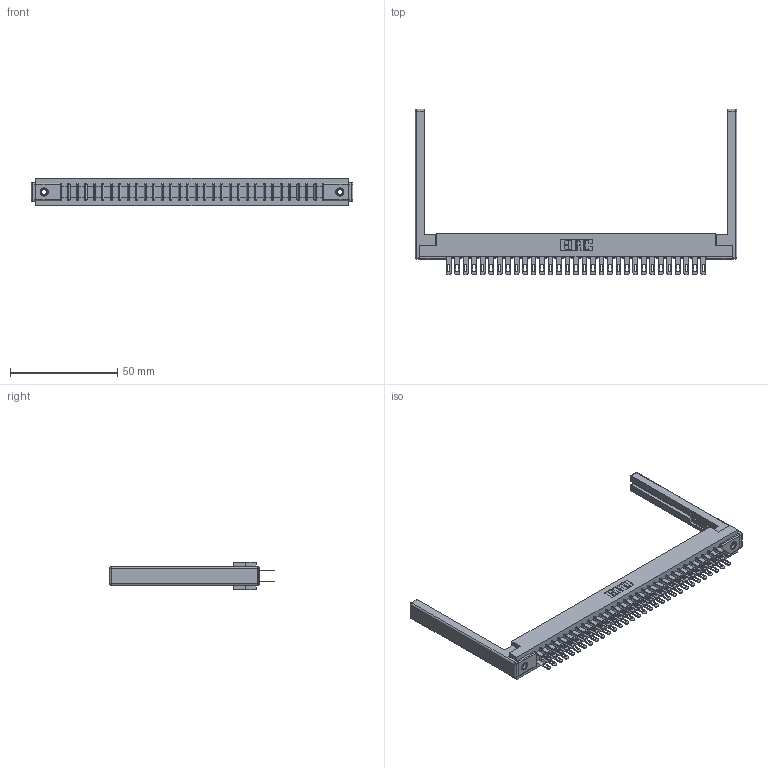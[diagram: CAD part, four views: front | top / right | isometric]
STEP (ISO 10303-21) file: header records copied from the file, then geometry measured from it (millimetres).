
FILE_DESCRIPTION (( 'STEP AP203' ), '1' );
FILE_NAME ('357-062-400-268.STEP', '2020-10-04T14:37:36', ( '' ), ( '' ), 'SwSTEP 2.0', 'SolidWorks 2020', '' );
FILE_SCHEMA (( 'CONFIG_CONTROL_DESIGN' ));
Length unit declared in the file: inch
Products named in the file (5): 307-290-001_500; 307 Part_.156 Dia Mounting Holes; 307-220-068; 357-062-400-268; 345-250-001_345-250-001-102
Assembly tree (67 placements, depth 2):
  357-062-400-268
    307 Part_.156 Dia Mounting Holes
    307-290-001_500  x62
    307-220-068  x2
    345-250-001_345-250-001-102  x2
Bounding box: 150.27 x 77.14 x 12.7 mm (x, y, z)
Volume: 20459.3 mm3; surface area: 24419.9 mm2
Topology: 67 solids, 67 shells, 3156 faces, 8773 edges, 5658 vertices
Faces by surface type: plane 2018, cylinder 1050, sphere 72, cone 12, torus 4
Entity records: 31657 total; most frequent: CARTESIAN_POINT 5156, ORIENTED_EDGE 5100, DIRECTION 5072, EDGE_CURVE 2550, LINE 1948, VECTOR 1948, VERTEX_POINT 1646, AXIS2_PLACEMENT_3D 1562
